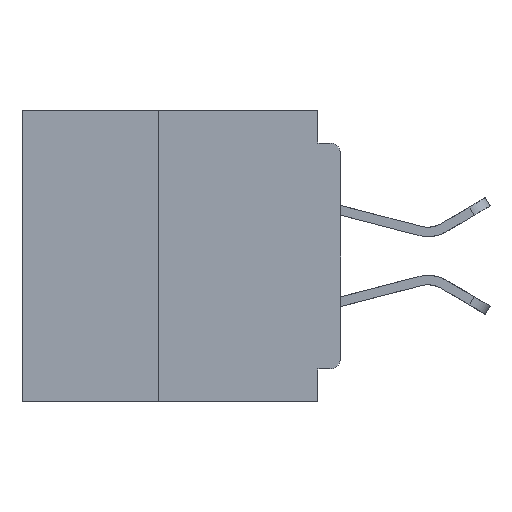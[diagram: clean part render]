
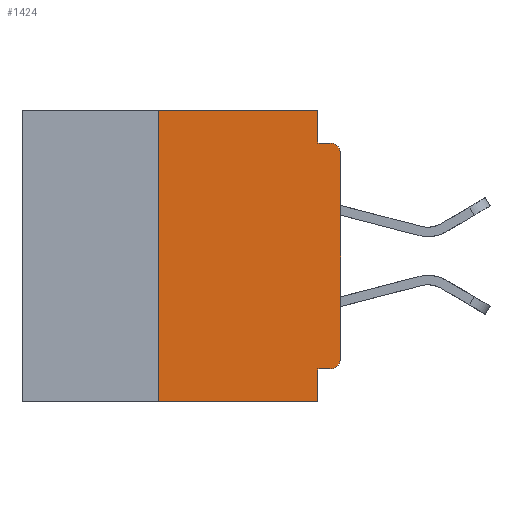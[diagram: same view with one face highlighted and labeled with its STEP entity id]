
A CAD part, left-side view. The second image highlights one B-rep face of the part: STEP entity #1424.
In plain terms, the highlighted planar face has unit normal (-1, 0, 0).
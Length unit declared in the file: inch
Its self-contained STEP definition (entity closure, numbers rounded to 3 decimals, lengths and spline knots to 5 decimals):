
#830 = VERTEX_POINT ( 'NONE', #16852 ) ;
#1050 = PLANE ( 'NONE',  #20018 ) ;
#1147 = DIRECTION ( 'NONE',  ( 0., 0., 1. ) ) ;
#1424 = ADVANCED_FACE ( 'NONE', ( #8108 ), #1050, .F. ) ;
#1822 = EDGE_CURVE ( 'NONE', #36167, #29345, #24717, .T. ) ;
#1871 = LINE ( 'NONE', #30967, #33367 ) ;
#2328 = CARTESIAN_POINT ( 'NONE',  ( 0., 0.031, -0.4 ) ) ;
#2400 = VECTOR ( 'NONE', #13236, 39.37008 ) ;
#2730 = ORIENTED_EDGE ( 'NONE', *, *, #14331, .F. ) ;
#2991 = DIRECTION ( 'NONE',  ( 0., 1., 0. ) ) ;
#3122 = EDGE_CURVE ( 'NONE', #34068, #24836, #27210, .T. ) ;
#3837 = VECTOR ( 'NONE', #20415, 39.37008 ) ;
#4082 = DIRECTION ( 'NONE',  ( 0., 0., -1. ) ) ;
#4238 = EDGE_CURVE ( 'NONE', #34464, #8259, #28065, .T. ) ;
#4557 = DIRECTION ( 'NONE',  ( 1., 0., 0. ) ) ;
#4913 = VECTOR ( 'NONE', #12340, 39.37008 ) ;
#5469 = CARTESIAN_POINT ( 'NONE',  ( 0., 0.031, -0.355 ) ) ;
#5987 = LINE ( 'NONE', #23508, #34825 ) ;
#6915 = ORIENTED_EDGE ( 'NONE', *, *, #22527, .F. ) ;
#7156 = DIRECTION ( 'NONE',  ( 0., 0., -1. ) ) ;
#8108 = FACE_OUTER_BOUND ( 'NONE', #8658, .T. ) ;
#8259 = VERTEX_POINT ( 'NONE', #21992 ) ;
#8509 = DIRECTION ( 'NONE',  ( -1., 0., 0. ) ) ;
#8658 = EDGE_LOOP ( 'NONE', ( #22608, #24824, #22779, #25905, #26695, #6915, #24429, #14170, #2730, #29825 ) ) ;
#11055 = CARTESIAN_POINT ( 'NONE',  ( 0., 0.437, 0. ) ) ;
#11710 = AXIS2_PLACEMENT_3D ( 'NONE', #25263, #8509, #28050 ) ;
#12149 = LINE ( 'NONE', #17626, #3837 ) ;
#12340 = DIRECTION ( 'NONE',  ( 0., 0., -1. ) ) ;
#12371 = VECTOR ( 'NONE', #27233, 39.37008 ) ;
#13236 = DIRECTION ( 'NONE',  ( 0., -1., 0. ) ) ;
#13319 = VERTEX_POINT ( 'NONE', #21009 ) ;
#13328 = CARTESIAN_POINT ( 'NONE',  ( 0., 0., -0.045 ) ) ;
#14170 = ORIENTED_EDGE ( 'NONE', *, *, #3122, .F. ) ;
#14331 = EDGE_CURVE ( 'NONE', #34464, #34068, #1871, .T. ) ;
#14978 = AXIS2_PLACEMENT_3D ( 'NONE', #31422, #31396, #31387 ) ;
#15286 = CARTESIAN_POINT ( 'NONE',  ( 0., 0.031, -0.4 ) ) ;
#16530 = CARTESIAN_POINT ( 'NONE',  ( 0., 0.25, -0.4 ) ) ;
#16852 = CARTESIAN_POINT ( 'NONE',  ( 0., 0.015, -0.045 ) ) ;
#17626 = CARTESIAN_POINT ( 'NONE',  ( 0., 0.437, -0.4 ) ) ;
#20018 = AXIS2_PLACEMENT_3D ( 'NONE', #11055, #4557, #4082 ) ;
#20415 = DIRECTION ( 'NONE',  ( 0., -1., 0. ) ) ;
#20660 = EDGE_CURVE ( 'NONE', #29345, #13319, #33351, .T. ) ;
#21009 = CARTESIAN_POINT ( 'NONE',  ( 0., 0.031, -0.045 ) ) ;
#21306 = CARTESIAN_POINT ( 'NONE',  ( 0., 0.015, -0.355 ) ) ;
#21992 = CARTESIAN_POINT ( 'NONE',  ( 0., 0., -0.34 ) ) ;
#22269 = LINE ( 'NONE', #26203, #30580 ) ;
#22527 = EDGE_CURVE ( 'NONE', #34651, #36167, #22269, .T. ) ;
#22608 = ORIENTED_EDGE ( 'NONE', *, *, #32533, .T. ) ;
#22779 = ORIENTED_EDGE ( 'NONE', *, *, #26230, .F. ) ;
#23119 = CIRCLE ( 'NONE', #11710, 0.015 ) ;
#23150 = CARTESIAN_POINT ( 'NONE',  ( 0., 0., -0.06 ) ) ;
#23508 = CARTESIAN_POINT ( 'NONE',  ( 0., 0., 0. ) ) ;
#23657 = EDGE_CURVE ( 'NONE', #32427, #830, #23119, .T. ) ;
#24429 = ORIENTED_EDGE ( 'NONE', *, *, #30021, .T. ) ;
#24717 = LINE ( 'NONE', #28720, #2400 ) ;
#24824 = ORIENTED_EDGE ( 'NONE', *, *, #23657, .T. ) ;
#24836 = VERTEX_POINT ( 'NONE', #2328 ) ;
#25263 = CARTESIAN_POINT ( 'NONE',  ( 0., 0.015, -0.06 ) ) ;
#25905 = ORIENTED_EDGE ( 'NONE', *, *, #20660, .F. ) ;
#25919 = VECTOR ( 'NONE', #7156, 39.37008 ) ;
#26203 = CARTESIAN_POINT ( 'NONE',  ( 0., 0.25, -0.4 ) ) ;
#26230 = EDGE_CURVE ( 'NONE', #13319, #830, #27207, .T. ) ;
#26695 = ORIENTED_EDGE ( 'NONE', *, *, #1822, .F. ) ;
#27207 = LINE ( 'NONE', #13328, #12371 ) ;
#27210 = LINE ( 'NONE', #15286, #4913 ) ;
#27233 = DIRECTION ( 'NONE',  ( 0., -1., 0. ) ) ;
#27388 = CARTESIAN_POINT ( 'NONE',  ( 0., 0.25, 0. ) ) ;
#28050 = DIRECTION ( 'NONE',  ( 0., 0., -1. ) ) ;
#28065 = CIRCLE ( 'NONE', #14978, 0.015 ) ;
#28720 = CARTESIAN_POINT ( 'NONE',  ( 0., 0.437, 0. ) ) ;
#29345 = VERTEX_POINT ( 'NONE', #31360 ) ;
#29825 = ORIENTED_EDGE ( 'NONE', *, *, #4238, .T. ) ;
#30021 = EDGE_CURVE ( 'NONE', #34651, #24836, #12149, .T. ) ;
#30580 = VECTOR ( 'NONE', #1147, 39.37008 ) ;
#30967 = CARTESIAN_POINT ( 'NONE',  ( 0., 0., -0.355 ) ) ;
#31360 = CARTESIAN_POINT ( 'NONE',  ( 0., 0.031, 0. ) ) ;
#31387 = DIRECTION ( 'NONE',  ( 0., 0., -1. ) ) ;
#31396 = DIRECTION ( 'NONE',  ( -1., 0., 0. ) ) ;
#31422 = CARTESIAN_POINT ( 'NONE',  ( 0., 0.015, -0.34 ) ) ;
#32200 = CARTESIAN_POINT ( 'NONE',  ( 0., 0.031, 0. ) ) ;
#32427 = VERTEX_POINT ( 'NONE', #23150 ) ;
#32533 = EDGE_CURVE ( 'NONE', #8259, #32427, #5987, .T. ) ;
#33351 = LINE ( 'NONE', #32200, #25919 ) ;
#33367 = VECTOR ( 'NONE', #2991, 39.37008 ) ;
#34068 = VERTEX_POINT ( 'NONE', #5469 ) ;
#34464 = VERTEX_POINT ( 'NONE', #21306 ) ;
#34651 = VERTEX_POINT ( 'NONE', #16530 ) ;
#34752 = DIRECTION ( 'NONE',  ( 0., 0., 1. ) ) ;
#34825 = VECTOR ( 'NONE', #34752, 39.37008 ) ;
#36167 = VERTEX_POINT ( 'NONE', #27388 ) ;
